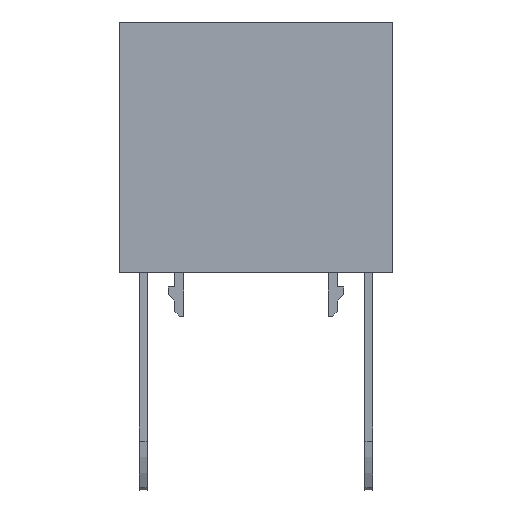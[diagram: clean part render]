
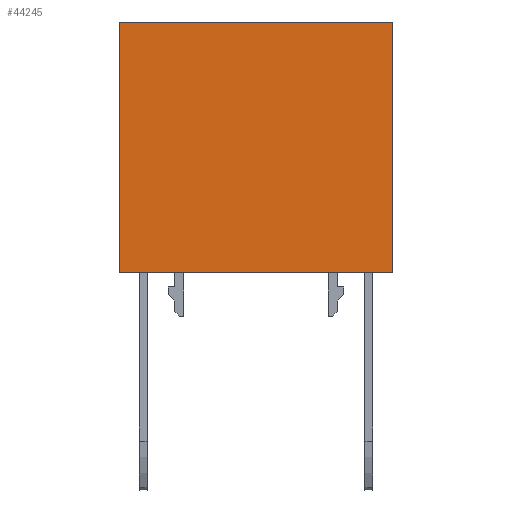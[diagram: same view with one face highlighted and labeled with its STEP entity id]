
A CAD part, front view. The second image highlights one B-rep face of the part: STEP entity #44245.
In plain terms, the highlighted planar face has unit normal (0, -1, 0).
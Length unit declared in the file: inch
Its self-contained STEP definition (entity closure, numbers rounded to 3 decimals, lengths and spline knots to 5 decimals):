
#26554=CARTESIAN_POINT('',(0.57185,-0.15748,0.54429));
#26555=VERTEX_POINT('',#26554);
#26570=CARTESIAN_POINT('',(-0.57185,-0.15748,0.54429));
#26571=VERTEX_POINT('',#26570);
#26578=CARTESIAN_POINT('',(0.57185,-0.15748,0.54429));
#26579=DIRECTION('',(-1.0,0.0,0.0));
#26580=VECTOR('',#26579,1.1437);
#26581=LINE('',#26578,#26580);
#26582=EDGE_CURVE('',#26555,#26571,#26581,.T.);
#44168=CARTESIAN_POINT('',(-0.57185,-0.15748,-0.50492));
#44169=VERTEX_POINT('',#44168);
#44177=CARTESIAN_POINT('',(0.57185,-0.15748,-0.50492));
#44178=VERTEX_POINT('',#44177);
#44185=CARTESIAN_POINT('',(-0.57185,-0.15748,-0.50492));
#44186=DIRECTION('',(1.0,0.0,0.0));
#44187=VECTOR('',#44186,1.1437);
#44188=LINE('',#44185,#44187);
#44189=EDGE_CURVE('',#44169,#44178,#44188,.T.);
#44217=CARTESIAN_POINT('',(0.57185,-0.15748,0.54429));
#44218=DIRECTION('',(0.0,0.0,-1.0));
#44219=VECTOR('',#44218,1.04921);
#44220=LINE('',#44217,#44219);
#44221=EDGE_CURVE('',#26555,#44178,#44220,.T.);
#44229=CARTESIAN_POINT('',(0.57185,-0.15748,0.0));
#44230=DIRECTION('',(0.0,-1.0,0.0));
#44231=DIRECTION('',(0.0,0.0,-1.0));
#44232=AXIS2_PLACEMENT_3D('',#44229,#44230,#44231);
#44233=PLANE('',#44232);
#44234=CARTESIAN_POINT('',(-0.57185,-0.15748,0.54429));
#44235=DIRECTION('',(0.0,0.0,-1.0));
#44236=VECTOR('',#44235,1.04921);
#44237=LINE('',#44234,#44236);
#44238=EDGE_CURVE('',#26571,#44169,#44237,.T.);
#44239=ORIENTED_EDGE('',*,*,#44238,.T.);
#44240=ORIENTED_EDGE('',*,*,#44189,.T.);
#44241=ORIENTED_EDGE('',*,*,#44221,.F.);
#44242=ORIENTED_EDGE('',*,*,#26582,.T.);
#44243=EDGE_LOOP('',(#44239,#44240,#44241,#44242));
#44244=FACE_OUTER_BOUND('',#44243,.T.);
#44245=ADVANCED_FACE('',(#44244),#44233,.T.);
